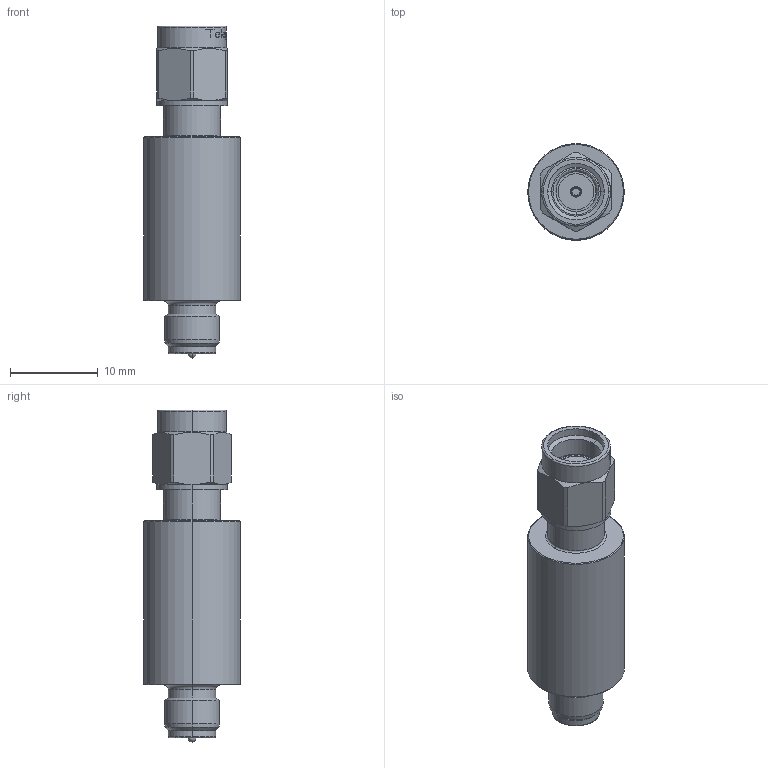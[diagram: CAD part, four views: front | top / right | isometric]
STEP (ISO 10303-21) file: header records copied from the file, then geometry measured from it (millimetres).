
FILE_DESCRIPTION (( 'STEP AP214' ), '1' );
FILE_NAME ('J01156R0011.STEP', '2013-06-12T13:22:34', ( 'Wartung1' ), ( '' ), 'SwSTEP 2.0', 'SolidWorks 2013', '' );
FILE_SCHEMA (( 'AUTOMOTIVE_DESIGN' ));
Length unit declared in the file: millimetre
Products named in the file (1): J01156R0011
Bounding box: 11 x 11 x 37.85 mm (x, y, z)
Volume: 2405.2 mm3; surface area: 1526.3 mm2
Topology: 2 solids, 2 shells, 389 faces, 1037 edges, 675 vertices
Faces by surface type: plane 287, cylinder 62, cone 22, torus 12, bspline 4, sphere 2
Entity records: 16448 total; most frequent: CARTESIAN_POINT 3336, ORIENTED_EDGE 2070, DIRECTION 1675, EDGE_CURVE 1035, VERTEX_POINT 675, AXIS2_PLACEMENT_3D 618, LINE 439, VECTOR 439
